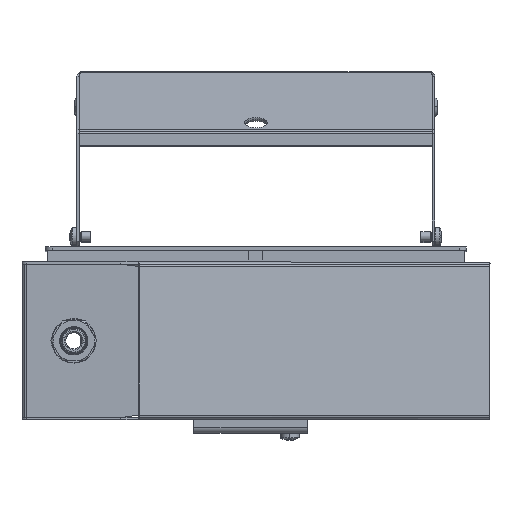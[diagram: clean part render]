
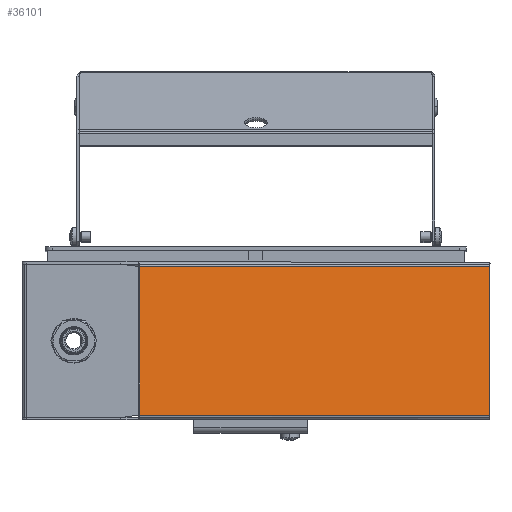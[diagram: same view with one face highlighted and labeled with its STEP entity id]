
A CAD part, top view. The second image highlights one B-rep face of the part: STEP entity #36101.
In plain terms, the highlighted face is planar.
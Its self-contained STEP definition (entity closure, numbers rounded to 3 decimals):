
#34412=CARTESIAN_POINT('',(-100.,10.192,-31.75));
#34414=DIRECTION('',(0.966,-0.259,0.));
#34415=VECTOR('',#34414,155.028);
#34416=CARTESIAN_POINT('',(-100.,10.192,-31.75));
#34417=LINE('',#34416,#34415);
#34610=CARTESIAN_POINT('',(49.746,-29.932,31.75));
#34628=DIRECTION('',(0.,0.,1.));
#34629=VECTOR('',#34628,63.5);
#34630=CARTESIAN_POINT('',(49.746,-29.932,-31.75));
#34631=LINE('',#34630,#34629);
#34818=DIRECTION('',(0.,0.,-1.));
#34819=VECTOR('',#34818,63.5);
#34820=CARTESIAN_POINT('',(-100.,10.192,31.75));
#34821=LINE('',#34820,#34819);
#34830=DIRECTION('',(-0.966,0.259,0.));
#34831=VECTOR('',#34830,155.028);
#34832=CARTESIAN_POINT('',(49.746,-29.932,31.75));
#34833=LINE('',#34832,#34831);
#35075=CARTESIAN_POINT('',(49.746,-29.932,-31.75));
#35076=VERTEX_POINT('',#35075);
#35079=VERTEX_POINT('',#34412);
#35087=VERTEX_POINT('',#34610);
#35138=CARTESIAN_POINT('',(-100.,10.192,31.75));
#35139=VERTEX_POINT('',#35138);
#36088=CARTESIAN_POINT('',(-100.,10.192,-33.75));
#36089=DIRECTION('',(-0.259,-0.966,0.));
#36090=DIRECTION('',(0.966,-0.259,0.));
#36091=AXIS2_PLACEMENT_3D('',#36088,#36089,#36090);
#36092=PLANE('',#36091);
#36093=ORIENTED_EDGE('',*,*,#35764,.F.);
#36094=ORIENTED_EDGE('',*,*,#35460,.F.);
#36096=ORIENTED_EDGE('',*,*,#36095,.F.);
#36098=ORIENTED_EDGE('',*,*,#36097,.F.);
#36099=EDGE_LOOP('',(#36093,#36094,#36096,#36098));
#36100=FACE_OUTER_BOUND('',#36099,.F.);
#36101=ADVANCED_FACE('',(#36100),#36092,.T.);
#35460=EDGE_CURVE('',#35079,#35076,#34417,.T.);
#35764=EDGE_CURVE('',#35076,#35087,#34631,.T.);
#36095=EDGE_CURVE('',#35139,#35079,#34821,.T.);
#36097=EDGE_CURVE('',#35087,#35139,#34833,.T.);
